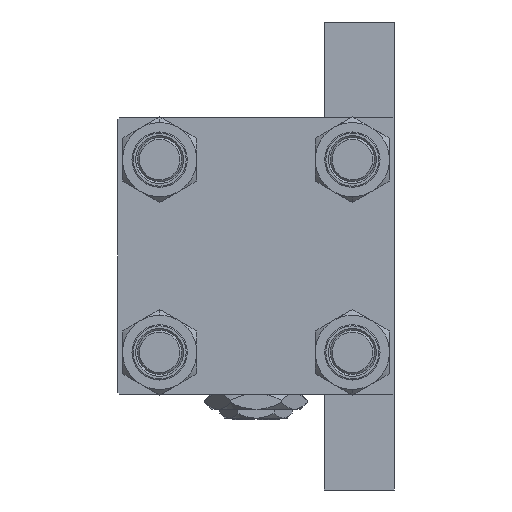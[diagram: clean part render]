
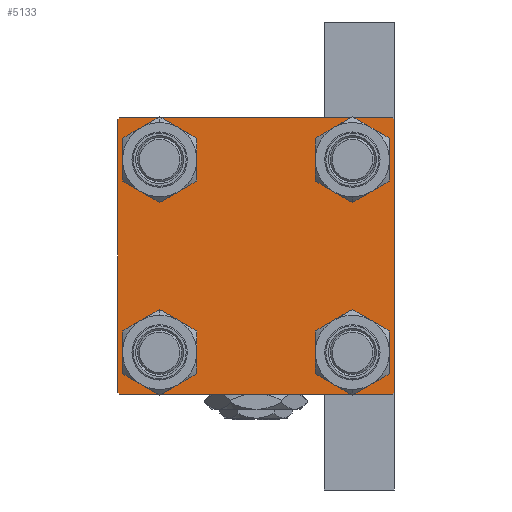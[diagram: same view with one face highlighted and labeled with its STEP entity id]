
A CAD part, left-side view. The second image highlights one B-rep face of the part: STEP entity #5133.
In plain terms, the highlighted planar face has unit normal (-1, 0, 0).
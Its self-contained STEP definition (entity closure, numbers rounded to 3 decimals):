
#153 = VECTOR ( 'NONE', #11992, 1000. ) ;
#860 = CARTESIAN_POINT ( 'NONE',  ( 0., -26.15, 26.15 ) ) ;
#861 = EDGE_CURVE ( 'NONE', #29857, #3560, #17421, .T. ) ;
#927 = DIRECTION ( 'NONE',  ( 0., 0., 1. ) ) ;
#1345 = CIRCLE ( 'NONE', #16616, 6.5 ) ;
#1474 = AXIS2_PLACEMENT_3D ( 'NONE', #48366, #10698, #44586 ) ;
#1835 = DIRECTION ( 'NONE',  ( 0., 0., 1. ) ) ;
#2072 = CARTESIAN_POINT ( 'NONE',  ( 0., -26.15, 26.15 ) ) ;
#2322 = FACE_BOUND ( 'NONE', #36634, .T. ) ;
#2544 = VECTOR ( 'NONE', #45706, 1000. ) ;
#3067 = CARTESIAN_POINT ( 'NONE',  ( 0., 0., 0. ) ) ;
#3083 = AXIS2_PLACEMENT_3D ( 'NONE', #29023, #47346, #36789 ) ;
#3121 = AXIS2_PLACEMENT_3D ( 'NONE', #3067, #17661, #41029 ) ;
#3275 = CARTESIAN_POINT ( 'NONE',  ( 0., -26.15, 32.65 ) ) ;
#3301 = ORIENTED_EDGE ( 'NONE', *, *, #45899, .T. ) ;
#3560 = VERTEX_POINT ( 'NONE', #6952 ) ;
#3702 = CIRCLE ( 'NONE', #19785, 6.5 ) ;
#3726 = ORIENTED_EDGE ( 'NONE', *, *, #28332, .T. ) ;
#3908 = EDGE_CURVE ( 'NONE', #5669, #5218, #14308, .T. ) ;
#3937 = LINE ( 'NONE', #35098, #153 ) ;
#4361 = ORIENTED_EDGE ( 'NONE', *, *, #12279, .F. ) ;
#4959 = CARTESIAN_POINT ( 'NONE',  ( 0., 26.15, -32.65 ) ) ;
#5133 = ADVANCED_FACE ( 'NONE', ( #45035, #17909, #2322, #10645, #22167 ), #29484, .T. ) ;
#5218 = VERTEX_POINT ( 'NONE', #32178 ) ;
#5531 = AXIS2_PLACEMENT_3D ( 'NONE', #2072, #37268, #1835 ) ;
#5664 = ORIENTED_EDGE ( 'NONE', *, *, #3908, .T. ) ;
#5669 = VERTEX_POINT ( 'NONE', #4959 ) ;
#5790 = ORIENTED_EDGE ( 'NONE', *, *, #22588, .T. ) ;
#6683 = CARTESIAN_POINT ( 'NONE',  ( 0., 26.15, 26.15 ) ) ;
#6952 = CARTESIAN_POINT ( 'NONE',  ( 0., 26.15, 19.65 ) ) ;
#6963 = CARTESIAN_POINT ( 'NONE',  ( 0., 37.5, -37.5 ) ) ;
#7283 = VECTOR ( 'NONE', #46569, 1000. ) ;
#7962 = EDGE_CURVE ( 'NONE', #15303, #22964, #18065, .T. ) ;
#8092 = CARTESIAN_POINT ( 'NONE',  ( 0., -26.15, 19.65 ) ) ;
#9034 = VERTEX_POINT ( 'NONE', #10504 ) ;
#9372 = EDGE_CURVE ( 'NONE', #42706, #30685, #12410, .T. ) ;
#9619 = ORIENTED_EDGE ( 'NONE', *, *, #9372, .T. ) ;
#9999 = EDGE_LOOP ( 'NONE', ( #11668, #3301 ) ) ;
#10114 = ORIENTED_EDGE ( 'NONE', *, *, #33653, .T. ) ;
#10235 = CARTESIAN_POINT ( 'NONE',  ( 0., 37., -37.5 ) ) ;
#10393 = AXIS2_PLACEMENT_3D ( 'NONE', #860, #47583, #39568 ) ;
#10504 = CARTESIAN_POINT ( 'NONE',  ( 0., -26.15, -32.65 ) ) ;
#10645 = FACE_BOUND ( 'NONE', #44263, .T. ) ;
#10698 = DIRECTION ( 'NONE',  ( 1., 0., 0. ) ) ;
#10719 = ORIENTED_EDGE ( 'NONE', *, *, #7962, .T. ) ;
#10824 = CARTESIAN_POINT ( 'NONE',  ( 0., 26.15, -26.15 ) ) ;
#11001 = LINE ( 'NONE', #6963, #38186 ) ;
#11498 = CARTESIAN_POINT ( 'NONE',  ( 0., 26.15, 32.65 ) ) ;
#11509 = VERTEX_POINT ( 'NONE', #33872 ) ;
#11622 = EDGE_CURVE ( 'NONE', #15303, #30685, #3937, .T. ) ;
#11668 = ORIENTED_EDGE ( 'NONE', *, *, #23697, .T. ) ;
#11746 = LINE ( 'NONE', #31083, #28038 ) ;
#11941 = VERTEX_POINT ( 'NONE', #8092 ) ;
#11992 = DIRECTION ( 'NONE',  ( 0., -1., 0. ) ) ;
#12279 = EDGE_CURVE ( 'NONE', #42706, #11509, #18338, .T. ) ;
#12410 = LINE ( 'NONE', #19937, #7283 ) ;
#12480 = CARTESIAN_POINT ( 'NONE',  ( 0., 37., 37.5 ) ) ;
#14302 = CARTESIAN_POINT ( 'NONE',  ( 0., 37.5, -37. ) ) ;
#14308 = CIRCLE ( 'NONE', #1474, 6.5 ) ;
#14465 = DIRECTION ( 'NONE',  ( 0., 0., 1. ) ) ;
#14746 = EDGE_LOOP ( 'NONE', ( #15115, #3726, #5790, #21124, #4361, #9619, #23208, #10719 ) ) ;
#15115 = ORIENTED_EDGE ( 'NONE', *, *, #33145, .T. ) ;
#15303 = VERTEX_POINT ( 'NONE', #12480 ) ;
#16096 = DIRECTION ( 'NONE',  ( 0., 0., 1. ) ) ;
#16616 = AXIS2_PLACEMENT_3D ( 'NONE', #6683, #48633, #14465 ) ;
#17421 = CIRCLE ( 'NONE', #3083, 6.5 ) ;
#17661 = DIRECTION ( 'NONE',  ( -1., 0., 0. ) ) ;
#17909 = FACE_BOUND ( 'NONE', #9999, .T. ) ;
#18065 = LINE ( 'NONE', #40937, #44905 ) ;
#18338 = LINE ( 'NONE', #18837, #2544 ) ;
#18653 = CARTESIAN_POINT ( 'NONE',  ( 0., -37.5, 37. ) ) ;
#18837 = CARTESIAN_POINT ( 'NONE',  ( 0., -37.5, 37.5 ) ) ;
#19785 = AXIS2_PLACEMENT_3D ( 'NONE', #23558, #31590, #927 ) ;
#19937 = CARTESIAN_POINT ( 'NONE',  ( 0., -37.25, 37.25 ) ) ;
#20746 = VERTEX_POINT ( 'NONE', #32594 ) ;
#21124 = ORIENTED_EDGE ( 'NONE', *, *, #27022, .T. ) ;
#21406 = DIRECTION ( 'NONE',  ( 0., -0.707, -0.707 ) ) ;
#22167 = FACE_OUTER_BOUND ( 'NONE', #14746, .T. ) ;
#22588 = EDGE_CURVE ( 'NONE', #31538, #20746, #11001, .T. ) ;
#22652 = ORIENTED_EDGE ( 'NONE', *, *, #42546, .T. ) ;
#22964 = VERTEX_POINT ( 'NONE', #27006 ) ;
#23208 = ORIENTED_EDGE ( 'NONE', *, *, #11622, .F. ) ;
#23558 = CARTESIAN_POINT ( 'NONE',  ( 0., -26.15, -26.15 ) ) ;
#23697 = EDGE_CURVE ( 'NONE', #26072, #9034, #3702, .T. ) ;
#24680 = EDGE_CURVE ( 'NONE', #3560, #29857, #1345, .T. ) ;
#26072 = VERTEX_POINT ( 'NONE', #27894 ) ;
#26648 = DIRECTION ( 'NONE',  ( 1., 0., 0. ) ) ;
#26916 = DIRECTION ( 'NONE',  ( 1., 0., 0. ) ) ;
#27006 = CARTESIAN_POINT ( 'NONE',  ( 0., 37.5, 37. ) ) ;
#27022 = EDGE_CURVE ( 'NONE', #20746, #11509, #31359, .T. ) ;
#27583 = DIRECTION ( 'NONE',  ( 0., 0., -1. ) ) ;
#27894 = CARTESIAN_POINT ( 'NONE',  ( 0., -26.15, -19.65 ) ) ;
#28038 = VECTOR ( 'NONE', #27583, 1000. ) ;
#28332 = EDGE_CURVE ( 'NONE', #36348, #31538, #36005, .T. ) ;
#29023 = CARTESIAN_POINT ( 'NONE',  ( 0., 26.15, 26.15 ) ) ;
#29484 = PLANE ( 'NONE',  #3121 ) ;
#29594 = ORIENTED_EDGE ( 'NONE', *, *, #49134, .T. ) ;
#29857 = VERTEX_POINT ( 'NONE', #11498 ) ;
#30685 = VERTEX_POINT ( 'NONE', #31480 ) ;
#30842 = DIRECTION ( 'NONE',  ( 0., -1., 0. ) ) ;
#31083 = CARTESIAN_POINT ( 'NONE',  ( 0., 37.5, 37.5 ) ) ;
#31214 = CIRCLE ( 'NONE', #5531, 6.5 ) ;
#31359 = LINE ( 'NONE', #46417, #43162 ) ;
#31480 = CARTESIAN_POINT ( 'NONE',  ( 0., -37., 37.5 ) ) ;
#31538 = VERTEX_POINT ( 'NONE', #10235 ) ;
#31590 = DIRECTION ( 'NONE',  ( 1., 0., 0. ) ) ;
#31979 = VECTOR ( 'NONE', #21406, 1000. ) ;
#32178 = CARTESIAN_POINT ( 'NONE',  ( 0., 26.15, -19.65 ) ) ;
#32594 = CARTESIAN_POINT ( 'NONE',  ( 0., -37., -37.5 ) ) ;
#33145 = EDGE_CURVE ( 'NONE', #22964, #36348, #11746, .T. ) ;
#33653 = EDGE_CURVE ( 'NONE', #49193, #11941, #41689, .T. ) ;
#33872 = CARTESIAN_POINT ( 'NONE',  ( 0., -37.5, -37. ) ) ;
#34142 = DIRECTION ( 'NONE',  ( 0., 0.707, -0.707 ) ) ;
#35098 = CARTESIAN_POINT ( 'NONE',  ( 0., 37.5, 37.5 ) ) ;
#35266 = ORIENTED_EDGE ( 'NONE', *, *, #24680, .T. ) ;
#36005 = LINE ( 'NONE', #36501, #31979 ) ;
#36348 = VERTEX_POINT ( 'NONE', #14302 ) ;
#36501 = CARTESIAN_POINT ( 'NONE',  ( 0., 37.25, -37.25 ) ) ;
#36634 = EDGE_LOOP ( 'NONE', ( #29594, #5664 ) ) ;
#36789 = DIRECTION ( 'NONE',  ( 0., 0., 1. ) ) ;
#36966 = AXIS2_PLACEMENT_3D ( 'NONE', #39220, #26916, #16096 ) ;
#37268 = DIRECTION ( 'NONE',  ( 1., 0., 0. ) ) ;
#38186 = VECTOR ( 'NONE', #30842, 1000. ) ;
#38197 = DIRECTION ( 'NONE',  ( 0., 0., 1. ) ) ;
#38586 = AXIS2_PLACEMENT_3D ( 'NONE', #10824, #26648, #38197 ) ;
#39146 = DIRECTION ( 'NONE',  ( 0., -0.707, 0.707 ) ) ;
#39220 = CARTESIAN_POINT ( 'NONE',  ( 0., -26.15, -26.15 ) ) ;
#39370 = CIRCLE ( 'NONE', #38586, 6.5 ) ;
#39568 = DIRECTION ( 'NONE',  ( 0., 0., 1. ) ) ;
#40937 = CARTESIAN_POINT ( 'NONE',  ( 0., 37.25, 37.25 ) ) ;
#41029 = DIRECTION ( 'NONE',  ( 0., 0., 1. ) ) ;
#41689 = CIRCLE ( 'NONE', #10393, 6.5 ) ;
#42546 = EDGE_CURVE ( 'NONE', #11941, #49193, #31214, .T. ) ;
#42706 = VERTEX_POINT ( 'NONE', #18653 ) ;
#43162 = VECTOR ( 'NONE', #39146, 1000. ) ;
#43376 = CIRCLE ( 'NONE', #36966, 6.5 ) ;
#44263 = EDGE_LOOP ( 'NONE', ( #45547, #35266 ) ) ;
#44586 = DIRECTION ( 'NONE',  ( 0., 0., 1. ) ) ;
#44905 = VECTOR ( 'NONE', #34142, 1000. ) ;
#45035 = FACE_BOUND ( 'NONE', #47787, .T. ) ;
#45547 = ORIENTED_EDGE ( 'NONE', *, *, #861, .T. ) ;
#45706 = DIRECTION ( 'NONE',  ( 0., 0., -1. ) ) ;
#45899 = EDGE_CURVE ( 'NONE', #9034, #26072, #43376, .T. ) ;
#46417 = CARTESIAN_POINT ( 'NONE',  ( 0., -37.25, -37.25 ) ) ;
#46569 = DIRECTION ( 'NONE',  ( 0., 0.707, 0.707 ) ) ;
#47346 = DIRECTION ( 'NONE',  ( 1., 0., 0. ) ) ;
#47583 = DIRECTION ( 'NONE',  ( 1., 0., 0. ) ) ;
#47787 = EDGE_LOOP ( 'NONE', ( #10114, #22652 ) ) ;
#48366 = CARTESIAN_POINT ( 'NONE',  ( 0., 26.15, -26.15 ) ) ;
#48633 = DIRECTION ( 'NONE',  ( 1., 0., 0. ) ) ;
#49134 = EDGE_CURVE ( 'NONE', #5218, #5669, #39370, .T. ) ;
#49193 = VERTEX_POINT ( 'NONE', #3275 ) ;
